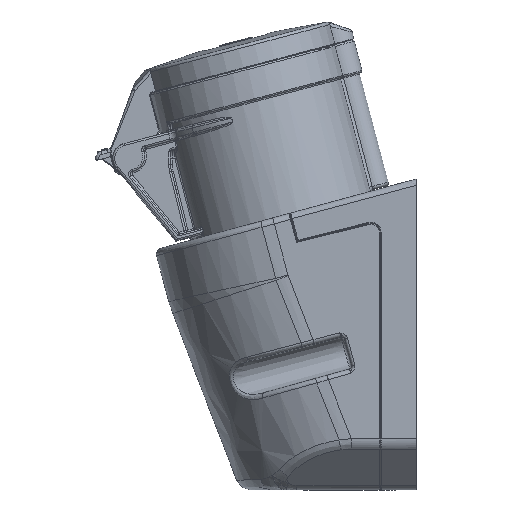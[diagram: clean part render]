
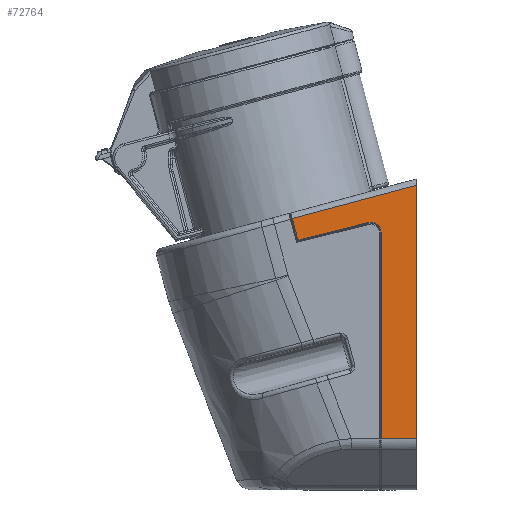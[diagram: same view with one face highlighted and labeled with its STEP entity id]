
A CAD part, left-side view. The second image highlights one B-rep face of the part: STEP entity #72764.
In plain terms, the highlighted planar face has unit normal (-1, 0.004, 0).
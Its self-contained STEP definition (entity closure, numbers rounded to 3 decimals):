
#1270 = EDGE_CURVE ( 'NONE', #21535, #59982, #51300, .T. ) ;
#3313 = CARTESIAN_POINT ( 'NONE',  ( -42.446, 15.004, -14.362 ) ) ;
#3644 = CARTESIAN_POINT ( 'NONE',  ( -42.454, 12.864, -15.146 ) ) ;
#3966 = CARTESIAN_POINT ( 'NONE',  ( -42.457, 11.882, -16.573 ) ) ;
#4243 = CARTESIAN_POINT ( 'NONE',  ( -42.443, 15.799, -14.462 ) ) ;
#5743 = VECTOR ( 'NONE', #20591, 1000. ) ;
#5829 = LINE ( 'NONE', #59709, #61663 ) ;
#6483 = CARTESIAN_POINT ( 'NONE',  ( -42.458, 11.701, -86.471 ) ) ;
#6660 = VECTOR ( 'NONE', #81798, 1000. ) ;
#10422 = CARTESIAN_POINT ( 'NONE',  ( -42.443, 15.799, -14.462 ) ) ;
#10763 = CARTESIAN_POINT ( 'NONE',  ( -42.447, 14.607, -14.387 ) ) ;
#11079 = CARTESIAN_POINT ( 'NONE',  ( -42.455, 12.554, -15.448 ) ) ;
#11394 = CARTESIAN_POINT ( 'NONE',  ( -42.457, 11.795, -16.883 ) ) ;
#13752 = CARTESIAN_POINT ( 'NONE',  ( -42.458, 11.701, -103.5 ) ) ;
#14312 = VECTOR ( 'NONE', #33550, 1000. ) ;
#14735 = DIRECTION ( 'NONE',  ( -0.004, -1., 0. ) ) ;
#15342 = ORIENTED_EDGE ( 'NONE', *, *, #55506, .F. ) ;
#15565 = ORIENTED_EDGE ( 'NONE', *, *, #73744, .T. ) ;
#16508 = CARTESIAN_POINT ( 'NONE',  ( -42.351, 41.279, -13.131 ) ) ;
#18121 = CARTESIAN_POINT ( 'NONE',  ( -42.448, 14.455, -14.409 ) ) ;
#18436 = CARTESIAN_POINT ( 'NONE',  ( -42.455, 12.446, -15.575 ) ) ;
#18767 = CARTESIAN_POINT ( 'NONE',  ( -42.457, 11.777, -16.958 ) ) ;
#20591 = DIRECTION ( 'NONE',  ( 0.004, 1., -0.004 ) ) ;
#20842 = CARTESIAN_POINT ( 'NONE',  ( -42.501, -0.312, -86.428 ) ) ;
#21535 = VERTEX_POINT ( 'NONE', #26351 ) ;
#23662 = FACE_OUTER_BOUND ( 'NONE', #48877, .T. ) ;
#25481 = CARTESIAN_POINT ( 'NONE',  ( -42.448, 14.267, -14.444 ) ) ;
#25803 = CARTESIAN_POINT ( 'NONE',  ( -42.455, 12.324, -15.73 ) ) ;
#26109 = CARTESIAN_POINT ( 'NONE',  ( -42.458, 11.724, -17.211 ) ) ;
#26351 = CARTESIAN_POINT ( 'NONE',  ( -42.5, 0., -86.429 ) ) ;
#26455 = VECTOR ( 'NONE', #63991, 1000. ) ;
#27100 = CARTESIAN_POINT ( 'NONE',  ( -42.5, 0., -2.071 ) ) ;
#28487 = LINE ( 'NONE', #74537, #6660 ) ;
#30961 = LINE ( 'NONE', #56669, #26455 ) ;
#32460 = CARTESIAN_POINT ( 'NONE',  ( -42.444, 15.522, -14.402 ) ) ;
#32782 = CARTESIAN_POINT ( 'NONE',  ( -42.45, 13.895, -14.554 ) ) ;
#33093 = CARTESIAN_POINT ( 'NONE',  ( -42.456, 12.101, -16.087 ) ) ;
#33404 = CARTESIAN_POINT ( 'NONE',  ( -42.458, 11.701, -17.664 ) ) ;
#33550 = DIRECTION ( 'NONE',  ( -0.001, -0.259, -0.966 ) ) ;
#33942 = EDGE_CURVE ( 'NONE', #90055, #84409, #30961, .T. ) ;
#39683 = CARTESIAN_POINT ( 'NONE',  ( -42.445, 15.241, -14.373 ) ) ;
#39789 = B_SPLINE_CURVE_WITH_KNOTS ( 'NONE', 3,
 ( #10422, #53973, #32460, #83124, #39683, #90372, #46980, #3313, #54300, #10763, #61598, #18121, #68903, #25481, #76182, #32782, #83462, #40001, #90682, #47299, #3644, #54608, #11079, #61922, #18436, #69215, #25803, #76500, #33093, #83783, #40321, #90993, #47606, #3966, #54926, #11394, #62232, #18767, #69525, #26109, #76807, #33404 ),
 .UNSPECIFIED., .F., .F.,
 ( 4, 1, 1, 2, 2, 1, 1, 2, 2, 1, 2, 2, 2, 1, 1, 2, 2, 1, 1, 2, 2, 1, 1, 1, 2, 2, 4 ),
 ( 0., 0.063, 0.094, 0.109, 0.125, 0.188, 0.219, 0.234, 0.25, 0.313, 0.344, 0.375, 0.5, 0.563, 0.594, 0.609, 0.625, 0.688, 0.719, 0.734, 0.75, 0.813, 0.844, 0.859, 0.867, 0.875, 1. ),
 .UNSPECIFIED. ) ;
#40001 = CARTESIAN_POINT ( 'NONE',  ( -42.45, 13.715, -14.624 ) ) ;
#40321 = CARTESIAN_POINT ( 'NONE',  ( -42.457, 12.028, -16.232 ) ) ;
#41160 = ORIENTED_EDGE ( 'NONE', *, *, #75238, .T. ) ;
#42523 = LINE ( 'NONE', #13752, #81060 ) ;
#46980 = CARTESIAN_POINT ( 'NONE',  ( -42.445, 15.158, -14.368 ) ) ;
#47094 = ORIENTED_EDGE ( 'NONE', *, *, #82468, .T. ) ;
#47299 = CARTESIAN_POINT ( 'NONE',  ( -42.452, 13.18, -14.899 ) ) ;
#47606 = CARTESIAN_POINT ( 'NONE',  ( -42.457, 11.949, -16.402 ) ) ;
#48368 = ORIENTED_EDGE ( 'NONE', *, *, #86311, .T. ) ;
#48877 = EDGE_LOOP ( 'NONE', ( #48368, #47094, #41160, #64492, #15565, #15342, #84554 ) ) ;
#50907 = PLANE ( 'NONE',  #55630 ) ;
#51300 = LINE ( 'NONE', #20842, #5743 ) ;
#53973 = CARTESIAN_POINT ( 'NONE',  ( -42.443, 15.689, -14.435 ) ) ;
#54300 = CARTESIAN_POINT ( 'NONE',  ( -42.446, 14.821, -14.365 ) ) ;
#54608 = CARTESIAN_POINT ( 'NONE',  ( -42.454, 12.714, -15.278 ) ) ;
#54926 = CARTESIAN_POINT ( 'NONE',  ( -42.457, 11.821, -16.779 ) ) ;
#55506 = EDGE_CURVE ( 'NONE', #59982, #66649, #42523, .T. ) ;
#55630 = AXIS2_PLACEMENT_3D ( 'NONE', #72532, #58203, #14735 ) ;
#56669 = CARTESIAN_POINT ( 'NONE',  ( -42.358, 39.349, -20.334 ) ) ;
#57256 = DIRECTION ( 'NONE',  ( 0., 0., 1. ) ) ;
#58203 = DIRECTION ( 'NONE',  ( -1., 0.004, 0. ) ) ;
#59709 = CARTESIAN_POINT ( 'NONE',  ( -42.5, 0., -2.071 ) ) ;
#59752 = LINE ( 'NONE', #76956, #14312 ) ;
#59982 = VERTEX_POINT ( 'NONE', #6483 ) ;
#61598 = CARTESIAN_POINT ( 'NONE',  ( -42.448, 14.516, -14.4 ) ) ;
#61663 = VECTOR ( 'NONE', #88200, 1000. ) ;
#61922 = CARTESIAN_POINT ( 'NONE',  ( -42.455, 12.489, -15.524 ) ) ;
#62232 = CARTESIAN_POINT ( 'NONE',  ( -42.457, 11.784, -16.928 ) ) ;
#63991 = DIRECTION ( 'NONE',  ( -0.004, -0.97, 0.242 ) ) ;
#64492 = ORIENTED_EDGE ( 'NONE', *, *, #33942, .T. ) ;
#64665 = VERTEX_POINT ( 'NONE', #27100 ) ;
#66649 = VERTEX_POINT ( 'NONE', #77515 ) ;
#67838 = VERTEX_POINT ( 'NONE', #16508 ) ;
#68903 = CARTESIAN_POINT ( 'NONE',  ( -42.448, 14.427, -14.414 ) ) ;
#69215 = CARTESIAN_POINT ( 'NONE',  ( -42.455, 12.424, -15.602 ) ) ;
#69525 = CARTESIAN_POINT ( 'NONE',  ( -42.457, 11.774, -16.974 ) ) ;
#72532 = CARTESIAN_POINT ( 'NONE',  ( -42.5, 0., 0. ) ) ;
#72764 = ADVANCED_FACE ( 'NONE', ( #23662 ), #50907, .T. ) ;
#73594 = CARTESIAN_POINT ( 'NONE',  ( -42.358, 39.349, -20.334 ) ) ;
#73744 = EDGE_CURVE ( 'NONE', #84409, #66649, #39789, .T. ) ;
#74537 = CARTESIAN_POINT ( 'NONE',  ( -42.5, 0., 0. ) ) ;
#75238 = EDGE_CURVE ( 'NONE', #67838, #90055, #59752, .T. ) ;
#76182 = CARTESIAN_POINT ( 'NONE',  ( -42.449, 14.079, -14.491 ) ) ;
#76500 = CARTESIAN_POINT ( 'NONE',  ( -42.456, 12.213, -15.89 ) ) ;
#76807 = CARTESIAN_POINT ( 'NONE',  ( -42.458, 11.701, -17.436 ) ) ;
#76956 = CARTESIAN_POINT ( 'NONE',  ( -42.351, 41.279, -13.131 ) ) ;
#77515 = CARTESIAN_POINT ( 'NONE',  ( -42.458, 11.701, -17.664 ) ) ;
#81060 = VECTOR ( 'NONE', #57256, 1000. ) ;
#81798 = DIRECTION ( 'NONE',  ( 0., 0., 1. ) ) ;
#82468 = EDGE_CURVE ( 'NONE', #64665, #67838, #5829, .T. ) ;
#83124 = CARTESIAN_POINT ( 'NONE',  ( -42.445, 15.325, -14.379 ) ) ;
#83462 = CARTESIAN_POINT ( 'NONE',  ( -42.45, 13.774, -14.6 ) ) ;
#83783 = CARTESIAN_POINT ( 'NONE',  ( -42.456, 12.057, -16.173 ) ) ;
#84409 = VERTEX_POINT ( 'NONE', #4243 ) ;
#84554 = ORIENTED_EDGE ( 'NONE', *, *, #1270, .F. ) ;
#86311 = EDGE_CURVE ( 'NONE', #21535, #64665, #28487, .T. ) ;
#88200 = DIRECTION ( 'NONE',  ( 0.003, 0.966, -0.259 ) ) ;
#90055 = VERTEX_POINT ( 'NONE', #73594 ) ;
#90372 = CARTESIAN_POINT ( 'NONE',  ( -42.445, 15.184, -14.369 ) ) ;
#90682 = CARTESIAN_POINT ( 'NONE',  ( -42.452, 13.41, -14.761 ) ) ;
#90993 = CARTESIAN_POINT ( 'NONE',  ( -42.457, 12.013, -16.263 ) ) ;
